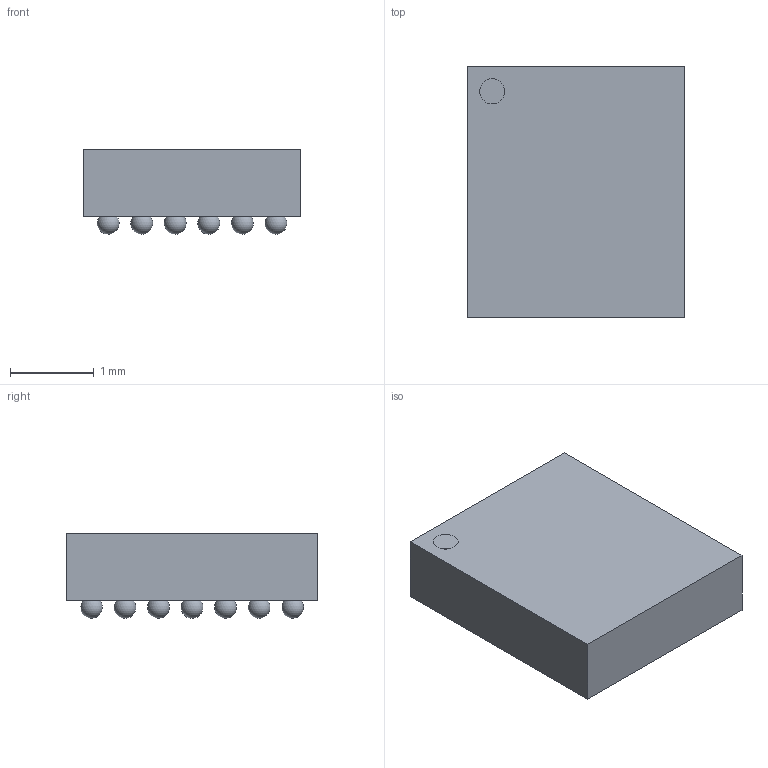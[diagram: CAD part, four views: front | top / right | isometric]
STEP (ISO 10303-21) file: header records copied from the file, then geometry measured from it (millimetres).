
FILE_DESCRIPTION(/* description */ ('model of NXP_VFBGA-42_2.6x3mm_Layout6x7_P0.4mm'),/* implementation_level */ '2;1');
FILE_NAME(/* name */ 'NXP_VFBGA-42_2.6x3mm_Layout6x7_P0.4mm.step',/* time_stamp */ '1970-01-01T00:00:00',/* author */ ('KiCAD','kicad'),/* organization */ ('OCCT'),/* preprocessor_version */ '',/* originating_system */ 'KiCAD',/* authorisation */ '');
FILE_SCHEMA(('AUTOMOTIVE_DESIGN { 1 0 10303 214 1 1 1 1 }'));
Length unit declared in the file: millimetre
Products named in the file (1): NXP_VFBGA-42_2.6x3mm_Layout6x7_P0.4mm
Bounding box: 2.6 x 3 x 1.01 mm (x, y, z)
Volume: 6.6 mm3; surface area: 30.2 mm2
Topology: 1 solids, 1 shells, 50 faces, 141 edges, 94 vertices
Faces by surface type: sphere 42, plane 7, cylinder 1
Full cylindrical faces by diameter (mm): 0.3 x1
Entity records: 1188 total; most frequent: CARTESIAN_POINT 181, ORIENTED_EDGE 149, AXIS2_PLACEMENT_3D 136, EDGE_CURVE 99, VERTEX_POINT 94, FACE_BOUND 93, EDGE_LOOP 93, CIRCLE 86
